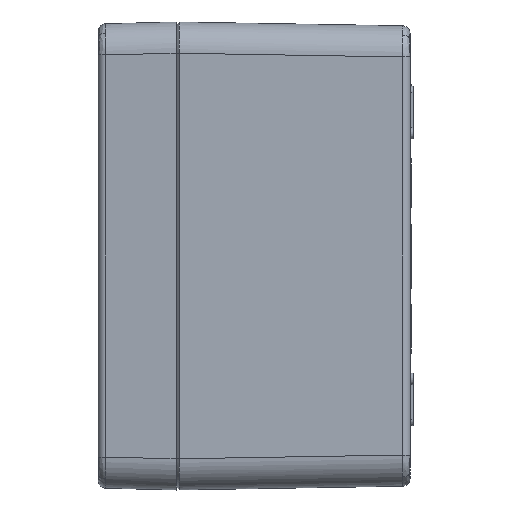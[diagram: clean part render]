
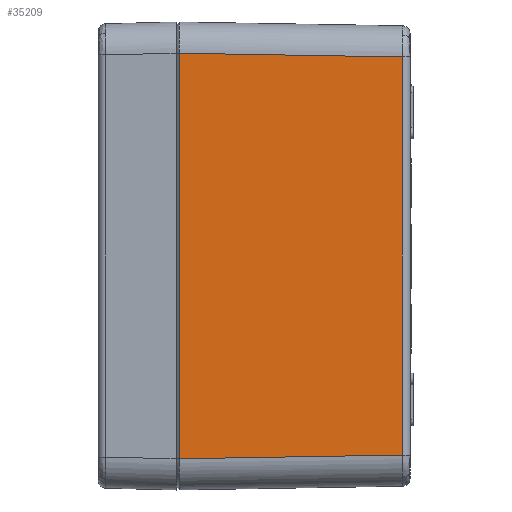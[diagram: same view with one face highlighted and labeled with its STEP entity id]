
A CAD part, left-side view. The second image highlights one B-rep face of the part: STEP entity #35209.
In plain terms, the highlighted planar face has unit normal (-1, -0.017, 0).
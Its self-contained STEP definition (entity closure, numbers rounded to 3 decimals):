
#3938=PLANE('',#37997);
#4943=FACE_OUTER_BOUND('',#7562,.T.);
#7562=EDGE_LOOP('',(#26326,#26327,#26328,#26329));
#11312=LINE('',#73975,#13361);
#11313=LINE('',#73976,#13362);
#11314=LINE('',#73978,#13363);
#11315=LINE('',#73979,#13364);
#13361=VECTOR('',#43388,1000.);
#13362=VECTOR('',#43389,1000.);
#13363=VECTOR('',#43390,1000.);
#13364=VECTOR('',#43391,1000.);
#15535=VERTEX_POINT('',#70074);
#16008=VERTEX_POINT('',#73973);
#16009=VERTEX_POINT('',#73974);
#16010=VERTEX_POINT('',#73977);
#19663=EDGE_CURVE('',#16008,#16009,#11312,.T.);
#19664=EDGE_CURVE('',#16009,#15535,#11313,.T.);
#19665=EDGE_CURVE('',#15535,#16010,#11314,.T.);
#19666=EDGE_CURVE('',#16010,#16008,#11315,.T.);
#26326=ORIENTED_EDGE('',*,*,#19663,.T.);
#26327=ORIENTED_EDGE('',*,*,#19664,.T.);
#26328=ORIENTED_EDGE('',*,*,#19665,.T.);
#26329=ORIENTED_EDGE('',*,*,#19666,.T.);
#35209=ADVANCED_FACE('',(#4943),#3938,.T.);
#37997=AXIS2_PLACEMENT_3D('',#73972,#43386,#43387);
#43386=DIRECTION('center_axis',(-1.,-0.017,
0.));
#43387=DIRECTION('ref_axis',(0.017,-1.,0.));
#43388=DIRECTION('',(0.017,-1.,0.017));
#43389=DIRECTION('',(0.,0.,1.));
#43390=DIRECTION('',(-0.017,1.,0.017));
#43391=DIRECTION('',(0.,0.,-1.));
#70074=CARTESIAN_POINT('',(-60.033,-58.033,51.034));
#73972=CARTESIAN_POINT('Origin',(-61.,0.,-60.));
#73973=CARTESIAN_POINT('',(-60.987,-0.8,-51.988));
#73974=CARTESIAN_POINT('',(-60.033,-58.033,-51.034));
#73975=CARTESIAN_POINT('',(-61.002,0.133,-52.003));
#73976=CARTESIAN_POINT('',(-60.033,-58.033,51.001));
#73977=CARTESIAN_POINT('',(-60.987,-0.8,51.988));
#73978=CARTESIAN_POINT('',(-60.969,-1.866,51.97));
#73979=CARTESIAN_POINT('',(-60.987,-0.8,-60.));
